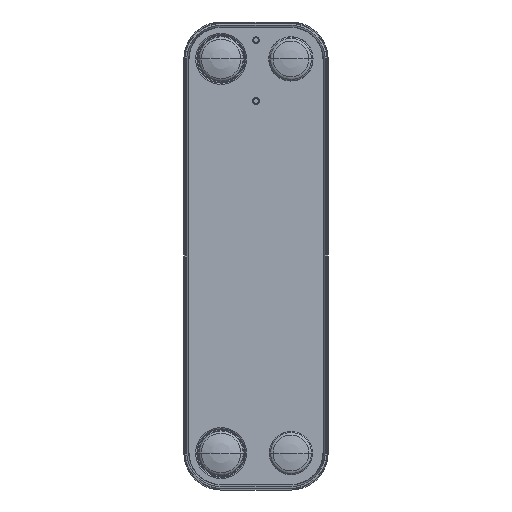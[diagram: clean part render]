
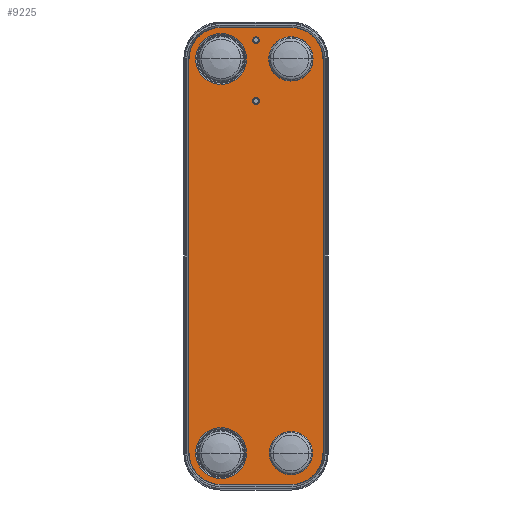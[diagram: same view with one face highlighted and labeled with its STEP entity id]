
A CAD part, front view. The second image highlights one B-rep face of the part: STEP entity #9225.
In plain terms, the highlighted planar face has unit normal (0, -1, 0).
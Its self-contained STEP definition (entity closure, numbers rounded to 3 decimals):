
#5954=CARTESIAN_POINT('',(-46.,-2.5,-259.5));
#5955=DIRECTION('',(0.,1.,0.));
#5956=DIRECTION('',(1.,0.,0.));
#5957=AXIS2_PLACEMENT_3D('',#5954,#5955,#5956);
#5959=CARTESIAN_POINT('',(-46.,-2.5,-259.5));
#5960=DIRECTION('',(0.,-1.,0.));
#5961=DIRECTION('',(1.,0.,0.));
#5962=AXIS2_PLACEMENT_3D('',#5959,#5960,#5961);
#5964=CARTESIAN_POINT('',(-46.,-2.5,259.5));
#5965=DIRECTION('',(0.,-1.,0.));
#5966=DIRECTION('',(1.,0.,0.));
#5967=AXIS2_PLACEMENT_3D('',#5964,#5965,#5966);
#5969=CARTESIAN_POINT('',(-46.,-2.5,259.5));
#5970=DIRECTION('',(0.,1.,0.));
#5971=DIRECTION('',(1.,0.,0.));
#5972=AXIS2_PLACEMENT_3D('',#5969,#5970,#5971);
#5974=DIRECTION('',(-1.,0.,0.));
#5975=VECTOR('',#5974,91.48);
#5976=CARTESIAN_POINT('',(45.74,-2.5,-300.979));
#5977=LINE('',#5976,#5975);
#5978=CARTESIAN_POINT('',(-45.74,-2.5,-258.421));
#5979=DIRECTION('',(0.,1.,0.));
#5980=DIRECTION('',(0.,0.,-1.));
#5981=AXIS2_PLACEMENT_3D('',#5978,#5979,#5980);
#5983=DIRECTION('',(0.,0.,1.));
#5984=VECTOR('',#5983,516.842);
#5985=CARTESIAN_POINT('',(-88.298,-2.5,-258.421));
#5986=LINE('',#5985,#5984);
#5987=CARTESIAN_POINT('',(-45.74,-2.5,258.421));
#5988=DIRECTION('',(0.,1.,0.));
#5989=DIRECTION('',(-1.,0.,0.));
#5990=AXIS2_PLACEMENT_3D('',#5987,#5988,#5989);
#5992=DIRECTION('',(1.,0.,0.));
#5993=VECTOR('',#5992,91.48);
#5994=CARTESIAN_POINT('',(-45.74,-2.5,300.979));
#5995=LINE('',#5994,#5993);
#5996=CARTESIAN_POINT('',(45.74,-2.5,258.421));
#5997=DIRECTION('',(0.,1.,0.));
#5998=DIRECTION('',(0.,0.,1.));
#5999=AXIS2_PLACEMENT_3D('',#5996,#5997,#5998);
#6001=DIRECTION('',(0.,0.,-1.));
#6002=VECTOR('',#6001,516.842);
#6003=CARTESIAN_POINT('',(88.298,-2.5,258.421));
#6004=LINE('',#6003,#6002);
#6005=CARTESIAN_POINT('',(45.74,-2.5,-258.421));
#6006=DIRECTION('',(0.,1.,0.));
#6007=DIRECTION('',(1.,0.,0.));
#6008=AXIS2_PLACEMENT_3D('',#6005,#6006,#6007);
#6010=CARTESIAN_POINT('',(46.,-2.5,-259.5));
#6011=DIRECTION('',(0.,1.,0.));
#6012=DIRECTION('',(-1.,0.,0.));
#6013=AXIS2_PLACEMENT_3D('',#6010,#6011,#6012);
#6015=CARTESIAN_POINT('',(46.,-2.5,-259.5));
#6016=DIRECTION('',(0.,1.,0.));
#6017=DIRECTION('',(1.,0.,0.));
#6018=AXIS2_PLACEMENT_3D('',#6015,#6016,#6017);
#6292=CARTESIAN_POINT('',(46.,-2.5,259.5));
#6293=DIRECTION('',(0.,-1.,0.));
#6294=DIRECTION('',(-1.,0.,0.));
#6295=AXIS2_PLACEMENT_3D('',#6292,#6293,#6294);
#6302=CARTESIAN_POINT('',(46.,-2.5,259.5));
#6303=DIRECTION('',(0.,1.,0.));
#6304=DIRECTION('',(-1.,0.,0.));
#6305=AXIS2_PLACEMENT_3D('',#6302,#6303,#6304);
#6419=CARTESIAN_POINT('',(45.74,-2.5,-300.979));
#6421=VERTEX_POINT('',#6419);
#6427=CARTESIAN_POINT('',(-45.74,-2.5,-300.979));
#6429=VERTEX_POINT('',#6427);
#6435=CARTESIAN_POINT('',(-88.298,-2.5,-258.421));
#6437=VERTEX_POINT('',#6435);
#6443=CARTESIAN_POINT('',(-88.298,-2.5,258.421));
#6445=VERTEX_POINT('',#6443);
#6451=CARTESIAN_POINT('',(-45.74,-2.5,300.979));
#6453=VERTEX_POINT('',#6451);
#6459=CARTESIAN_POINT('',(45.74,-2.5,300.979));
#6461=VERTEX_POINT('',#6459);
#6467=CARTESIAN_POINT('',(88.298,-2.5,258.421));
#6469=VERTEX_POINT('',#6467);
#6475=CARTESIAN_POINT('',(88.298,-2.5,-258.421));
#6477=VERTEX_POINT('',#6475);
#6506=CARTESIAN_POINT('',(16.808,-2.5,259.5));
#6508=VERTEX_POINT('',#6506);
#6522=CARTESIAN_POINT('',(75.192,-2.5,259.5));
#6524=VERTEX_POINT('',#6522);
#6550=CARTESIAN_POINT('',(-12.51,-2.5,-259.5));
#6551=CARTESIAN_POINT('',(-79.49,-2.5,-259.5));
#6552=VERTEX_POINT('',#6550);
#6553=VERTEX_POINT('',#6551);
#6642=CARTESIAN_POINT('',(17.555,-2.5,-259.5));
#6643=CARTESIAN_POINT('',(74.445,-2.5,-259.5));
#6644=VERTEX_POINT('',#6642);
#6645=VERTEX_POINT('',#6643);
#6666=CARTESIAN_POINT('',(-12.51,-2.5,259.5));
#6667=CARTESIAN_POINT('',(-79.49,-2.5,259.5));
#6668=VERTEX_POINT('',#6666);
#6669=VERTEX_POINT('',#6667);
#9186=CARTESIAN_POINT('',(45.74,-2.5,-300.979));
#9187=DIRECTION('',(0.,-1.,0.));
#9188=DIRECTION('',(0.,0.,1.));
#9189=AXIS2_PLACEMENT_3D('',#9186,#9187,#9188);
#9190=PLANE('',#9189);
#9191=ORIENTED_EDGE('',*,*,#6857,.T.);
#9192=ORIENTED_EDGE('',*,*,#6961,.T.);
#9193=ORIENTED_EDGE('',*,*,#6947,.T.);
#9194=ORIENTED_EDGE('',*,*,#6932,.T.);
#9195=ORIENTED_EDGE('',*,*,#6917,.T.);
#9196=ORIENTED_EDGE('',*,*,#6902,.T.);
#9197=ORIENTED_EDGE('',*,*,#6887,.T.);
#9198=ORIENTED_EDGE('',*,*,#6872,.T.);
#9199=EDGE_LOOP('',(#9191,#9192,#9193,#9194,#9195,#9196,#9197,#9198));
#9200=FACE_OUTER_BOUND('',#9199,.F.);
#9202=ORIENTED_EDGE('',*,*,#9201,.T.);
#9204=ORIENTED_EDGE('',*,*,#9203,.F.);
#9205=EDGE_LOOP('',(#9202,#9204));
#9206=FACE_BOUND('',#9205,.F.);
#9208=ORIENTED_EDGE('',*,*,#9207,.T.);
#9210=ORIENTED_EDGE('',*,*,#9209,.F.);
#9211=EDGE_LOOP('',(#9208,#9210));
#9212=FACE_BOUND('',#9211,.F.);
#9214=ORIENTED_EDGE('',*,*,#9213,.F.);
#9216=ORIENTED_EDGE('',*,*,#9215,.T.);
#9217=EDGE_LOOP('',(#9214,#9216));
#9218=FACE_BOUND('',#9217,.F.);
#9220=ORIENTED_EDGE('',*,*,#9219,.F.);
#9222=ORIENTED_EDGE('',*,*,#9221,.F.);
#9223=EDGE_LOOP('',(#9220,#9222));
#9224=FACE_BOUND('',#9223,.F.);
#9225=ADVANCED_FACE('',(#9200,#9206,#9212,#9218,#9224),#9190,.T.);
#5958=CIRCLE('',#5957,33.49);
#5963=CIRCLE('',#5962,33.49);
#5968=CIRCLE('',#5967,33.49);
#5973=CIRCLE('',#5972,33.49);
#5982=CIRCLE('',#5981,42.558);
#5991=CIRCLE('',#5990,42.558);
#6000=CIRCLE('',#5999,42.558);
#6009=CIRCLE('',#6008,42.558);
#6014=CIRCLE('',#6013,28.445);
#6019=CIRCLE('',#6018,28.445);
#6296=CIRCLE('',#6295,29.192);
#6306=CIRCLE('',#6305,29.192);
#6857=EDGE_CURVE('',#6421,#6429,#5977,.T.);
#6872=EDGE_CURVE('',#6477,#6421,#6009,.T.);
#6887=EDGE_CURVE('',#6469,#6477,#6004,.T.);
#6902=EDGE_CURVE('',#6461,#6469,#6000,.T.);
#6917=EDGE_CURVE('',#6453,#6461,#5995,.T.);
#6932=EDGE_CURVE('',#6445,#6453,#5991,.T.);
#6947=EDGE_CURVE('',#6437,#6445,#5986,.T.);
#6961=EDGE_CURVE('',#6429,#6437,#5982,.T.);
#9201=EDGE_CURVE('',#6668,#6669,#5968,.T.);
#9203=EDGE_CURVE('',#6668,#6669,#5973,.T.);
#9207=EDGE_CURVE('',#6508,#6524,#6296,.T.);
#9209=EDGE_CURVE('',#6508,#6524,#6306,.T.);
#9213=EDGE_CURVE('',#6552,#6553,#5958,.T.);
#9215=EDGE_CURVE('',#6552,#6553,#5963,.T.);
#9219=EDGE_CURVE('',#6644,#6645,#6014,.T.);
#9221=EDGE_CURVE('',#6645,#6644,#6019,.T.);
